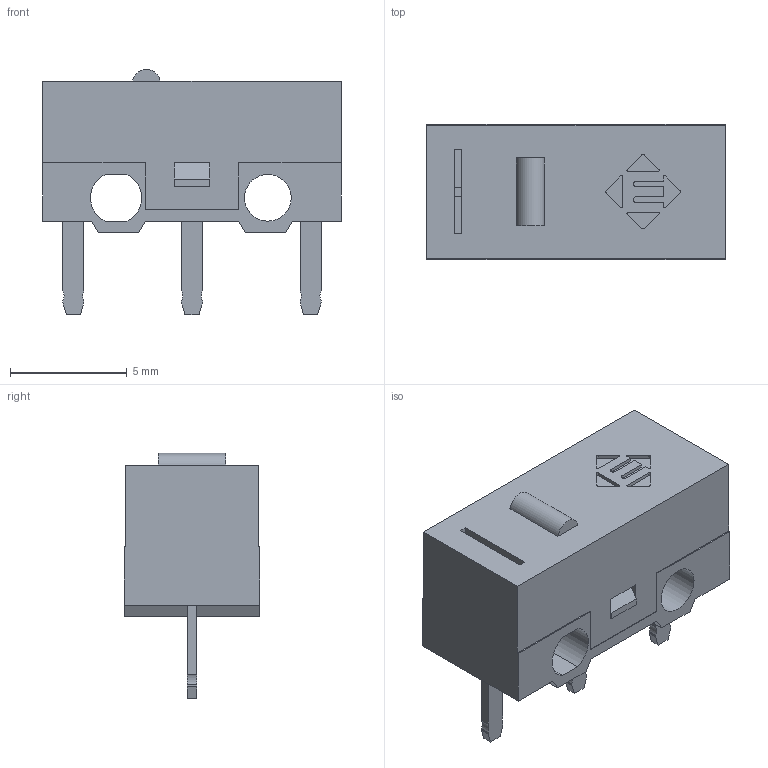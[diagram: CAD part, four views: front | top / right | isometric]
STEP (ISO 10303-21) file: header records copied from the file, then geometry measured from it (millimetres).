
FILE_DESCRIPTION((' '),'2;1');
FILE_NAME('SS075xx00FxxxP1A.stp','2017-07-20T14:40:59',(' '),(' '),' ','ACIS',' ');
FILE_SCHEMA(('CONFIG_CONTROL_DESIGN'));
Length unit declared in the file: inch
Products named in the file (1): SS075xx00FxxxP1A.stp
Bounding box: 12.8 x 5.8 x 10.5 mm (x, y, z)
Volume: 247.9 mm3; surface area: 711.1 mm2
Topology: 1 solids, 1 shells, 150 faces, 391 edges, 258 vertices
Faces by surface type: plane 126, cylinder 24
Full cylindrical faces by diameter (mm): 2 x1
Entity records: 4655 total; most frequent: CARTESIAN_POINT 799, ORIENTED_EDGE 780, DIRECTION 744, EDGE_CURVE 390, VECTOR 338, LINE 338, VERTEX_POINT 258, AXIS2_PLACEMENT_3D 203
